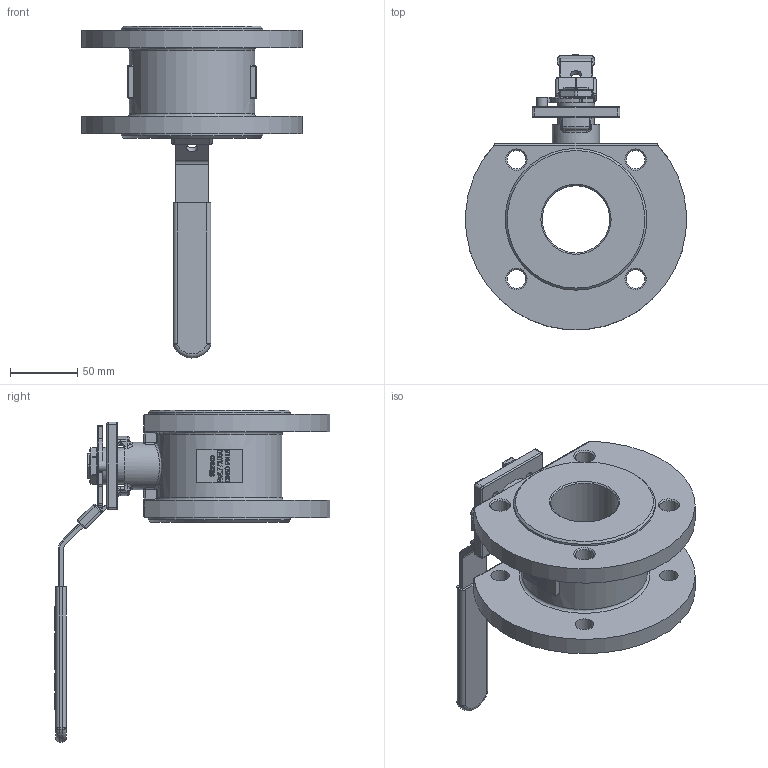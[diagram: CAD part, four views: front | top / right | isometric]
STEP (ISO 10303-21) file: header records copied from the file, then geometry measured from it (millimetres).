
FILE_DESCRIPTION(/* description */ ('771050'),/* implementation_level */ '2;1');
FILE_NAME(/* name */ '771050.stp',/* time_stamp */ '2016-01-15T11:41:49+01:00',/* author */ ('jmorand'),/* organization */ ('Sferaco'),/* preprocessor_version */ 'ST-DEVELOPER v16.1',/* originating_system */ 'Autodesk Inventor 2016',/* authorisation */ '');
FILE_SCHEMA (('AUTOMOTIVE_DESIGN { 1 0 10303 214 3 1 1 }'));
Products named in the file (1): 771050_bd
Bounding box: 163.78 x 204.2 x 246 mm (x, y, z)
Volume: 819699.2 mm3; surface area: 138216 mm2
Topology: 1 solids, 7 shells, 1723 faces, 4589 edges, 2987 vertices
Faces by surface type: plane 779, bspline 684, cylinder 196, torus 31, cone 21, sphere 12
Full cylindrical faces by diameter (mm): 6 x4, 7 x4, 8 x2, 13.835 x8, 18 x1, 18.5 x2, 27.5 x2, 29 x1, 34 x1, 35 x1, 50 x1, 105 x2
Entity records: 62086 total; most frequent: CARTESIAN_POINT 21840, ORIENTED_EDGE 9046, DIRECTION 5849, EDGE_CURVE 4522, VERTEX_POINT 2968, LINE 2687, VECTOR 2687, EDGE_LOOP 1927
